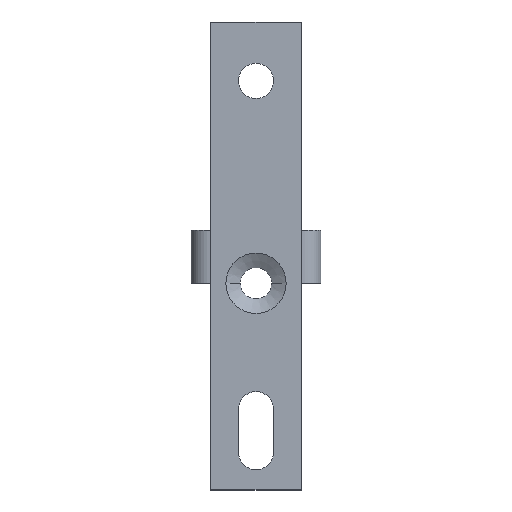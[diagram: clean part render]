
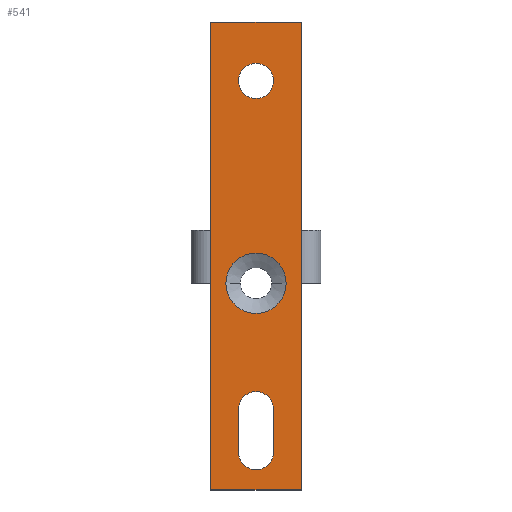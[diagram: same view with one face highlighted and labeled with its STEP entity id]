
A CAD part, top view. The second image highlights one B-rep face of the part: STEP entity #541.
In plain terms, the highlighted planar face has unit normal (0, 0, 1).
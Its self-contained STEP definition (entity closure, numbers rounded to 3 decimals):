
#21 = AXIS2_PLACEMENT_3D ( 'NONE', #920, #972, #907 ) ;
#24 = EDGE_CURVE ( 'NONE', #841, #707, #568, .T. ) ;
#29 = EDGE_CURVE ( 'NONE', #866, #747, #565, .T. ) ;
#34 = EDGE_CURVE ( 'NONE', #838, #808, #554, .T. ) ;
#35 = DIRECTION ( 'NONE',  ( 1., 0., 0. ) ) ;
#40 = EDGE_CURVE ( 'NONE', #846, #838, #550, .T. ) ;
#43 = CARTESIAN_POINT ( 'NONE',  ( -5.81, 30.1, 0. ) ) ;
#53 = AXIS2_PLACEMENT_3D ( 'NONE', #533, #509, #496 ) ;
#54 = DIRECTION ( 'NONE',  ( 0., -1., 0. ) ) ;
#59 = CARTESIAN_POINT ( 'NONE',  ( 0., -3.4, 0. ) ) ;
#60 = CARTESIAN_POINT ( 'NONE',  ( 5.81, -29.9, 0. ) ) ;
#61 = CARTESIAN_POINT ( 'NONE',  ( -2.25, -19.55, 0. ) ) ;
#68 = DIRECTION ( 'NONE',  ( 0., 1., 0. ) ) ;
#72 = CARTESIAN_POINT ( 'NONE',  ( -5.81, -29.9, 0. ) ) ;
#79 = CARTESIAN_POINT ( 'NONE',  ( -5.81, -29.9, 0. ) ) ;
#80 = EDGE_CURVE ( 'NONE', #707, #730, #506, .T. ) ;
#84 = DIRECTION ( 'NONE',  ( 0., -1., 0. ) ) ;
#97 = DIRECTION ( 'NONE',  ( 1., 0., 0. ) ) ;
#117 = EDGE_CURVE ( 'NONE', #785, #846, #479, .T. ) ;
#132 = CARTESIAN_POINT ( 'NONE',  ( 5.81, -3.4, 0. ) ) ;
#144 = DIRECTION ( 'NONE',  ( 1., 0., 0. ) ) ;
#145 = DIRECTION ( 'NONE',  ( 0., 0., 1. ) ) ;
#147 = EDGE_CURVE ( 'NONE', #730, #599, #457, .T. ) ;
#148 = CARTESIAN_POINT ( 'NONE',  ( 0., -25.05, 0. ) ) ;
#163 = EDGE_CURVE ( 'NONE', #599, #917, #534, .T. ) ;
#174 = CARTESIAN_POINT ( 'NONE',  ( -3.865, -3.4, 0. ) ) ;
#209 = EDGE_CURVE ( 'NONE', #747, #866, #516, .T. ) ;
#228 = CARTESIAN_POINT ( 'NONE',  ( 2.25, 22.55, 0. ) ) ;
#253 = DIRECTION ( 'NONE',  ( 0., -1., 0. ) ) ;
#273 = DIRECTION ( 'NONE',  ( -1., 0., 0. ) ) ;
#275 = CIRCLE ( 'NONE', #1079, 3.865 ) ;
#283 = LINE ( 'NONE', #61, #286 ) ;
#286 = VECTOR ( 'NONE', #54, 1000. ) ;
#287 = CARTESIAN_POINT ( 'NONE',  ( -5.81, -29.9, 0. ) ) ;
#298 = CARTESIAN_POINT ( 'NONE',  ( 2.25, -25.05, 0. ) ) ;
#301 = CARTESIAN_POINT ( 'NONE',  ( -5.81, 30.1, 0. ) ) ;
#305 = VECTOR ( 'NONE', #273, 1000. ) ;
#307 = LINE ( 'NONE', #301, #305 ) ;
#316 = EDGE_CURVE ( 'NONE', #917, #738, #416, .T. ) ;
#335 = VECTOR ( 'NONE', #633, 1000. ) ;
#342 = LINE ( 'NONE', #589, #335 ) ;
#365 = CARTESIAN_POINT ( 'NONE',  ( 2.25, -19.55, 0. ) ) ;
#374 = FACE_BOUND ( 'NONE', #734, .T. ) ;
#376 = FACE_BOUND ( 'NONE', #596, .T. ) ;
#377 = FACE_BOUND ( 'NONE', #597, .T. ) ;
#392 = VECTOR ( 'NONE', #84, 1000. ) ;
#393 = FACE_OUTER_BOUND ( 'NONE', #827, .T. ) ;
#394 = LINE ( 'NONE', #72, #392 ) ;
#397 = AXIS2_PLACEMENT_3D ( 'NONE', #1001, #988, #986 ) ;
#405 = CIRCLE ( 'NONE', #21, 3.865 ) ;
#416 = LINE ( 'NONE', #595, #426 ) ;
#422 = EDGE_CURVE ( 'NONE', #1013, #841, #394, .T. ) ;
#426 = VECTOR ( 'NONE', #502, 1000. ) ;
#439 = CARTESIAN_POINT ( 'NONE',  ( -5.81, 3.4, 0. ) ) ;
#442 = CARTESIAN_POINT ( 'NONE',  ( -2.25, -19.55, 0. ) ) ;
#447 = VECTOR ( 'NONE', #97, 1000. ) ;
#457 = LINE ( 'NONE', #79, #447 ) ;
#462 = DIRECTION ( 'NONE',  ( 0., 1., 0. ) ) ;
#470 = CARTESIAN_POINT ( 'NONE',  ( 2.25, -19.55, 0. ) ) ;
#479 = CIRCLE ( 'NONE', #903, 2.25 ) ;
#495 = VECTOR ( 'NONE', #253, 1000. ) ;
#496 = DIRECTION ( 'NONE',  ( 1., 0., 0. ) ) ;
#498 = EDGE_CURVE ( 'NONE', #810, #876, #405, .T. ) ;
#502 = DIRECTION ( 'NONE',  ( 0., 1., 0. ) ) ;
#506 = LINE ( 'NONE', #287, #495 ) ;
#509 = DIRECTION ( 'NONE',  ( 0., 0., 1. ) ) ;
#511 = CARTESIAN_POINT ( 'NONE',  ( -2.25, 22.55, 0. ) ) ;
#516 = CIRCLE ( 'NONE', #397, 2.25 ) ;
#520 = VECTOR ( 'NONE', #68, 1000. ) ;
#523 = CARTESIAN_POINT ( 'NONE',  ( -2.25, -25.05, 0. ) ) ;
#529 = CARTESIAN_POINT ( 'NONE',  ( 3.865, -3.4, 0. ) ) ;
#533 = CARTESIAN_POINT ( 'NONE',  ( 0., -19.55, 0. ) ) ;
#534 = LINE ( 'NONE', #60, #520 ) ;
#541 = ADVANCED_FACE ( 'NONE', ( #393, #374, #377, #376 ), #947, .F. ) ;
#550 = LINE ( 'NONE', #470, #553 ) ;
#553 = VECTOR ( 'NONE', #462, 1000. ) ;
#554 = CIRCLE ( 'NONE', #53, 2.25 ) ;
#560 = VECTOR ( 'NONE', #663, 1000. ) ;
#565 = CIRCLE ( 'NONE', #1075, 2.25 ) ;
#568 = LINE ( 'NONE', #677, #560 ) ;
#589 = CARTESIAN_POINT ( 'NONE',  ( 5.81, -29.9, 0. ) ) ;
#591 = DIRECTION ( 'NONE',  ( 1., 0., 0. ) ) ;
#595 = CARTESIAN_POINT ( 'NONE',  ( 5.81, -3.4, 0. ) ) ;
#596 = EDGE_LOOP ( 'NONE', ( #945, #825 ) ) ;
#597 = EDGE_LOOP ( 'NONE', ( #793, #632 ) ) ;
#599 = VERTEX_POINT ( 'NONE', #776 ) ;
#607 = DIRECTION ( 'NONE',  ( 0., 0., 1. ) ) ;
#612 = CARTESIAN_POINT ( 'NONE',  ( 0., 22.55, 0. ) ) ;
#627 = CARTESIAN_POINT ( 'NONE',  ( 5.81, 3.4, 0. ) ) ;
#630 = CARTESIAN_POINT ( 'NONE',  ( 5.81, 30.1, 0. ) ) ;
#632 = ORIENTED_EDGE ( 'NONE', *, *, #209, .F. ) ;
#633 = DIRECTION ( 'NONE',  ( 0., 1., 0. ) ) ;
#654 = CARTESIAN_POINT ( 'NONE',  ( -5.81, -3.4, 0. ) ) ;
#656 = ORIENTED_EDGE ( 'NONE', *, *, #316, .T. ) ;
#663 = DIRECTION ( 'NONE',  ( 0., -1., 0. ) ) ;
#677 = CARTESIAN_POINT ( 'NONE',  ( -5.81, -3.4, 0. ) ) ;
#686 = CARTESIAN_POINT ( 'NONE',  ( -5.81, -29.9, 0. ) ) ;
#707 = VERTEX_POINT ( 'NONE', #654 ) ;
#712 = AXIS2_PLACEMENT_3D ( 'NONE', #914, #847, #881 ) ;
#722 = ORIENTED_EDGE ( 'NONE', *, *, #163, .T. ) ;
#723 = VERTEX_POINT ( 'NONE', #630 ) ;
#730 = VERTEX_POINT ( 'NONE', #686 ) ;
#733 = EDGE_CURVE ( 'NONE', #738, #723, #342, .T. ) ;
#734 = EDGE_LOOP ( 'NONE', ( #888, #759, #1016, #915 ) ) ;
#738 = VERTEX_POINT ( 'NONE', #627 ) ;
#747 = VERTEX_POINT ( 'NONE', #511 ) ;
#759 = ORIENTED_EDGE ( 'NONE', *, *, #34, .F. ) ;
#776 = CARTESIAN_POINT ( 'NONE',  ( 5.81, -29.9, 0. ) ) ;
#785 = VERTEX_POINT ( 'NONE', #523 ) ;
#793 = ORIENTED_EDGE ( 'NONE', *, *, #29, .F. ) ;
#807 = ORIENTED_EDGE ( 'NONE', *, *, #733, .T. ) ;
#808 = VERTEX_POINT ( 'NONE', #442 ) ;
#810 = VERTEX_POINT ( 'NONE', #529 ) ;
#825 = ORIENTED_EDGE ( 'NONE', *, *, #999, .F. ) ;
#827 = EDGE_LOOP ( 'NONE', ( #656, #807, #899, #927, #1015, #1043, #961, #722 ) ) ;
#838 = VERTEX_POINT ( 'NONE', #365 ) ;
#841 = VERTEX_POINT ( 'NONE', #439 ) ;
#846 = VERTEX_POINT ( 'NONE', #298 ) ;
#847 = DIRECTION ( 'NONE',  ( 0., 0., -1. ) ) ;
#848 = EDGE_CURVE ( 'NONE', #723, #1013, #307, .T. ) ;
#866 = VERTEX_POINT ( 'NONE', #228 ) ;
#876 = VERTEX_POINT ( 'NONE', #174 ) ;
#881 = DIRECTION ( 'NONE',  ( -1., 0., 0. ) ) ;
#888 = ORIENTED_EDGE ( 'NONE', *, *, #964, .F. ) ;
#899 = ORIENTED_EDGE ( 'NONE', *, *, #848, .T. ) ;
#903 = AXIS2_PLACEMENT_3D ( 'NONE', #148, #145, #144 ) ;
#907 = DIRECTION ( 'NONE',  ( 1., 0., 0. ) ) ;
#914 = CARTESIAN_POINT ( 'NONE',  ( 0., 0., 0. ) ) ;
#915 = ORIENTED_EDGE ( 'NONE', *, *, #117, .F. ) ;
#917 = VERTEX_POINT ( 'NONE', #132 ) ;
#920 = CARTESIAN_POINT ( 'NONE',  ( 0., -3.4, 0. ) ) ;
#927 = ORIENTED_EDGE ( 'NONE', *, *, #422, .T. ) ;
#945 = ORIENTED_EDGE ( 'NONE', *, *, #498, .F. ) ;
#947 = PLANE ( 'NONE',  #712 ) ;
#961 = ORIENTED_EDGE ( 'NONE', *, *, #147, .T. ) ;
#964 = EDGE_CURVE ( 'NONE', #808, #785, #283, .T. ) ;
#972 = DIRECTION ( 'NONE',  ( 0., 0., 1. ) ) ;
#986 = DIRECTION ( 'NONE',  ( 1., 0., 0. ) ) ;
#988 = DIRECTION ( 'NONE',  ( 0., 0., 1. ) ) ;
#999 = EDGE_CURVE ( 'NONE', #876, #810, #275, .T. ) ;
#1001 = CARTESIAN_POINT ( 'NONE',  ( 0., 22.55, 0. ) ) ;
#1013 = VERTEX_POINT ( 'NONE', #43 ) ;
#1015 = ORIENTED_EDGE ( 'NONE', *, *, #24, .T. ) ;
#1016 = ORIENTED_EDGE ( 'NONE', *, *, #40, .F. ) ;
#1043 = ORIENTED_EDGE ( 'NONE', *, *, #80, .T. ) ;
#1075 = AXIS2_PLACEMENT_3D ( 'NONE', #612, #607, #591 ) ;
#1079 = AXIS2_PLACEMENT_3D ( 'NONE', #59, #1098, #35 ) ;
#1098 = DIRECTION ( 'NONE',  ( 0., 0., 1. ) ) ;
